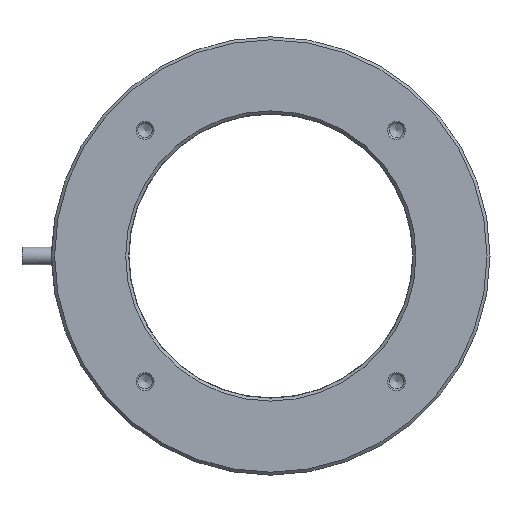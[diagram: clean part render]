
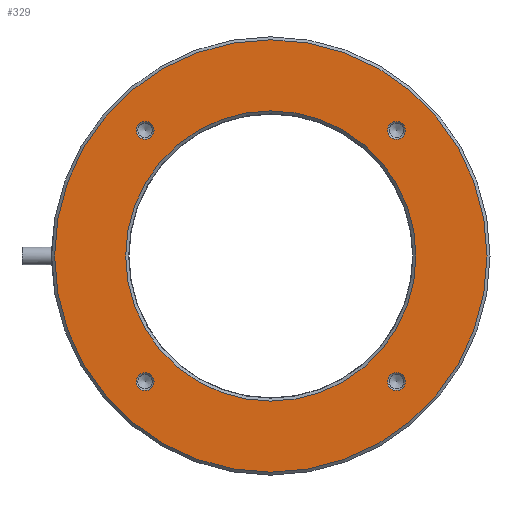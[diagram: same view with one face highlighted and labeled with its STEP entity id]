
A CAD part, left-side view. The second image highlights one B-rep face of the part: STEP entity #329.
In plain terms, the highlighted planar face has unit normal (-1, 0, 0).
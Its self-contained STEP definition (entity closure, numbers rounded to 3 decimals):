
#6 = ORIENTED_EDGE ( 'NONE', *, *, #313, .T. ) ;
#11 = ORIENTED_EDGE ( 'NONE', *, *, #357, .T. ) ;
#17 = FACE_BOUND ( 'NONE', #74, .T. ) ;
#24 = EDGE_LOOP ( 'NONE', ( #136 ) ) ;
#28 = CARTESIAN_POINT ( 'NONE',  ( 0., 0., 0. ) ) ;
#29 = FACE_BOUND ( 'NONE', #185, .T. ) ;
#31 = DIRECTION ( 'NONE',  ( 0., 0., 1. ) ) ;
#34 = DIRECTION ( 'NONE',  ( -1., 0., 0. ) ) ;
#35 = FACE_BOUND ( 'NONE', #229, .T. ) ;
#42 = FACE_OUTER_BOUND ( 'NONE', #24, .T. ) ;
#63 = EDGE_LOOP ( 'NONE', ( #11 ) ) ;
#65 = FACE_BOUND ( 'NONE', #63, .T. ) ;
#74 = EDGE_LOOP ( 'NONE', ( #6 ) ) ;
#91 = EDGE_LOOP ( 'NONE', ( #261 ) ) ;
#108 = ORIENTED_EDGE ( 'NONE', *, *, #361, .T. ) ;
#136 = ORIENTED_EDGE ( 'NONE', *, *, #302, .F. ) ;
#142 = CARTESIAN_POINT ( 'NONE',  ( 0., 21.213, 21.213 ) ) ;
#143 = DIRECTION ( 'NONE',  ( 1., 0., 0. ) ) ;
#165 = DIRECTION ( 'NONE',  ( 1., 0., 0. ) ) ;
#171 = DIRECTION ( 'NONE',  ( 1., 0., 0. ) ) ;
#185 = EDGE_LOOP ( 'NONE', ( #108 ) ) ;
#192 = DIRECTION ( 'NONE',  ( 0., 0., 1. ) ) ;
#218 = PLANE ( 'NONE',  #681 ) ;
#227 = CARTESIAN_POINT ( 'NONE',  ( 0., 36.5, 0. ) ) ;
#229 = EDGE_LOOP ( 'NONE', ( #274 ) ) ;
#261 = ORIENTED_EDGE ( 'NONE', *, *, #314, .T. ) ;
#272 = DIRECTION ( 'NONE',  ( 0., 1., 0. ) ) ;
#274 = ORIENTED_EDGE ( 'NONE', *, *, #354, .T. ) ;
#284 = DIRECTION ( 'NONE',  ( 0., 0., 1. ) ) ;
#286 = CARTESIAN_POINT ( 'NONE',  ( 0., -21.213, -21.213 ) ) ;
#289 = FACE_BOUND ( 'NONE', #91, .T. ) ;
#302 = EDGE_CURVE ( 'NONE', #429, #429, #617, .T. ) ;
#313 = EDGE_CURVE ( 'NONE', #593, #593, #633, .T. ) ;
#314 = EDGE_CURVE ( 'NONE', #552, #552, #602, .T. ) ;
#329 = ADVANCED_FACE ( 'NONE', ( #17, #289, #35, #65, #29, #42 ), #218, .T. ) ;
#354 = EDGE_CURVE ( 'NONE', #524, #524, #675, .T. ) ;
#357 = EDGE_CURVE ( 'NONE', #557, #557, #691, .T. ) ;
#361 = EDGE_CURVE ( 'NONE', #568, #568, #648, .T. ) ;
#369 = DIRECTION ( 'NONE',  ( 1., 0., 0. ) ) ;
#400 = DIRECTION ( 'NONE',  ( 1., 0., 0. ) ) ;
#407 = DIRECTION ( 'NONE',  ( 0., 0., 1. ) ) ;
#409 = DIRECTION ( 'NONE',  ( 0., 0., 1. ) ) ;
#418 = CARTESIAN_POINT ( 'NONE',  ( 0., -21.213, 21.213 ) ) ;
#429 = VERTEX_POINT ( 'NONE', #577 ) ;
#448 = CARTESIAN_POINT ( 'NONE',  ( 0., 21.213, -21.213 ) ) ;
#462 = CARTESIAN_POINT ( 'NONE',  ( 0., 0., 0. ) ) ;
#486 = DIRECTION ( 'NONE',  ( 0., 0., 1. ) ) ;
#497 = CARTESIAN_POINT ( 'NONE',  ( 0., -21.213, -19.713 ) ) ;
#499 = DIRECTION ( 'NONE',  ( 1., 0., 0. ) ) ;
#524 = VERTEX_POINT ( 'NONE', #529 ) ;
#529 = CARTESIAN_POINT ( 'NONE',  ( 0., 21.213, -19.713 ) ) ;
#552 = VERTEX_POINT ( 'NONE', #497 ) ;
#557 = VERTEX_POINT ( 'NONE', #562 ) ;
#562 = CARTESIAN_POINT ( 'NONE',  ( 0., -21.213, 22.713 ) ) ;
#568 = VERTEX_POINT ( 'NONE', #571 ) ;
#571 = CARTESIAN_POINT ( 'NONE',  ( 0., 0., 24.5 ) ) ;
#577 = CARTESIAN_POINT ( 'NONE',  ( 0., 36.5, 0. ) ) ;
#585 = CARTESIAN_POINT ( 'NONE',  ( 0., 21.213, 22.713 ) ) ;
#593 = VERTEX_POINT ( 'NONE', #585 ) ;
#595 = AXIS2_PLACEMENT_3D ( 'NONE', #418, #400, #409 ) ;
#602 = CIRCLE ( 'NONE', #700, 1.5 ) ;
#617 = CIRCLE ( 'NONE', #679, 36.5 ) ;
#629 = AXIS2_PLACEMENT_3D ( 'NONE', #448, #369, #407 ) ;
#633 = CIRCLE ( 'NONE', #674, 1.5 ) ;
#648 = CIRCLE ( 'NONE', #696, 24.5 ) ;
#674 = AXIS2_PLACEMENT_3D ( 'NONE', #142, #171, #284 ) ;
#675 = CIRCLE ( 'NONE', #629, 1.5 ) ;
#679 = AXIS2_PLACEMENT_3D ( 'NONE', #28, #165, #272 ) ;
#681 = AXIS2_PLACEMENT_3D ( 'NONE', #227, #34, #31 ) ;
#691 = CIRCLE ( 'NONE', #595, 1.5 ) ;
#696 = AXIS2_PLACEMENT_3D ( 'NONE', #462, #499, #486 ) ;
#700 = AXIS2_PLACEMENT_3D ( 'NONE', #286, #143, #192 ) ;
